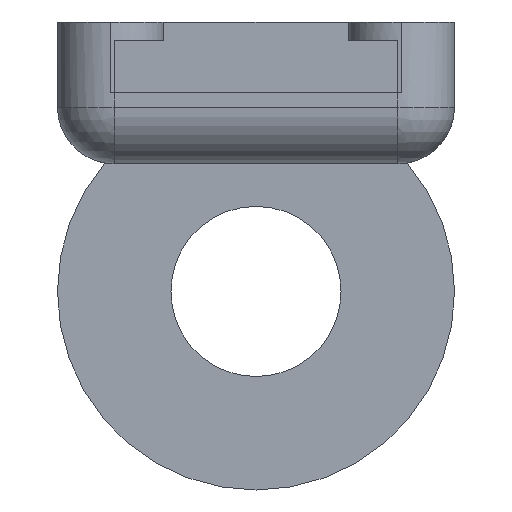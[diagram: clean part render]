
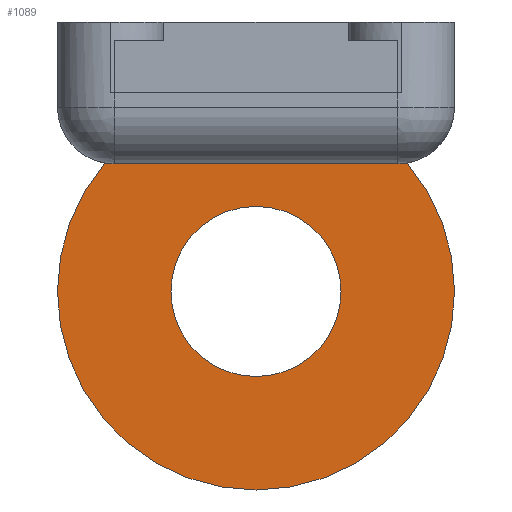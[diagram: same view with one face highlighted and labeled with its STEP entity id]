
A CAD part, front view. The second image highlights one B-rep face of the part: STEP entity #1089.
In plain terms, the highlighted planar face has unit normal (0, -1, 0).
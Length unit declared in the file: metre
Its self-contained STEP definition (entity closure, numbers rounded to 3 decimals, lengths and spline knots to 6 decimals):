
#42=CIRCLE('',#1151,0.007);
#75=CIRCLE('',#1204,0.002);
#76=CIRCLE('',#1205,0.002);
#77=CIRCLE('',#1206,0.003);
#273=ORIENTED_EDGE('',*,*,#418,.F.);
#274=ORIENTED_EDGE('',*,*,#539,.T.);
#275=ORIENTED_EDGE('',*,*,#476,.F.);
#276=ORIENTED_EDGE('',*,*,#540,.T.);
#277=ORIENTED_EDGE('',*,*,#541,.T.);
#418=EDGE_CURVE('',#576,#577,#680,.T.);
#476=EDGE_CURVE('',#624,#625,#42,.F.);
#539=EDGE_CURVE('',#576,#625,#75,.F.);
#540=EDGE_CURVE('',#624,#577,#76,.F.);
#541=EDGE_CURVE('',#663,#663,#77,.F.);
#576=VERTEX_POINT('',#1609);
#577=VERTEX_POINT('',#1610);
#624=VERTEX_POINT('',#1727);
#625=VERTEX_POINT('',#1728);
#663=VERTEX_POINT('',#1851);
#680=LINE('',#1608,#782);
#782=VECTOR('',#1265,1.);
#914=EDGE_LOOP('',(#273,#274,#275,#276));
#915=EDGE_LOOP('',(#277));
#986=FACE_BOUND('',#914,.T.);
#987=FACE_BOUND('',#915,.T.);
#1045=PLANE('',#1203);
#1089=ADVANCED_FACE('',(#986,#987),#1045,.T.);
#1151=AXIS2_PLACEMENT_3D('',#1726,#1355,#1356);
#1203=AXIS2_PLACEMENT_3D('',#1847,#1489,#1490);
#1204=AXIS2_PLACEMENT_3D('',#1848,#1491,#1492);
#1205=AXIS2_PLACEMENT_3D('',#1849,#1493,#1494);
#1206=AXIS2_PLACEMENT_3D('',#1850,#1495,#1496);
#1265=DIRECTION('',(1.,0.,0.));
#1355=DIRECTION('',(0.,-1.,0.));
#1356=DIRECTION('',(1.,0.,0.));
#1489=DIRECTION('',(0.,-1.,0.));
#1490=DIRECTION('',(1.,0.,0.));
#1491=DIRECTION('',(0.,-1.,0.));
#1492=DIRECTION('',(1.,0.,0.));
#1493=DIRECTION('',(0.,-1.,0.));
#1494=DIRECTION('',(1.,0.,0.));
#1495=DIRECTION('',(0.,-1.,0.));
#1496=DIRECTION('',(1.,0.,0.));
#1608=CARTESIAN_POINT('',(-0.018,-0.0375,0.));
#1609=CARTESIAN_POINT('',(-0.005,-0.0375,0.));
#1610=CARTESIAN_POINT('',(0.005,-0.0375,0.));
#1726=CARTESIAN_POINT('',(0.,-0.0375,-0.0045));
#1727=CARTESIAN_POINT('',(0.005338,-0.0375,0.000029));
#1728=CARTESIAN_POINT('',(-0.005338,-0.0375,0.000029));
#1847=CARTESIAN_POINT('',(-0.018,-0.0375,-0.010381));
#1848=CARTESIAN_POINT('',(-0.005,-0.0375,0.002));
#1849=CARTESIAN_POINT('',(0.005,-0.0375,0.002));
#1850=CARTESIAN_POINT('',(0.,-0.0375,-0.0045));
#1851=CARTESIAN_POINT('',(0.003,-0.0375,-0.0045));
